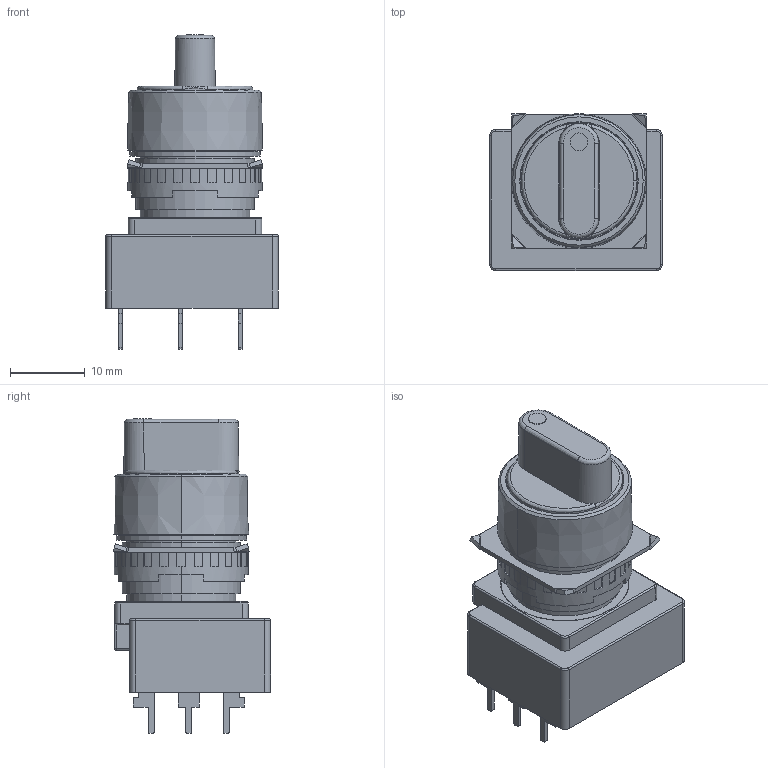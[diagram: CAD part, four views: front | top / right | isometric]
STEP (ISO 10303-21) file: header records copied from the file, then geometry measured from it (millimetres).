
FILE_DESCRIPTION (( 'STEP AP214' ), '1' );
FILE_NAME ('38_LB1S-[2][3]$T[3][7]V.STEP', '2020-09-25T00:17:23', ( 'IDEC' ), ( 'IDEC' ), 'SwSTEP 2.0', 'SolidWorks 2019', '' );
FILE_SCHEMA (( 'AUTOMOTIVE_DESIGN' ));
Length unit declared in the file: millimetre
Products named in the file (5): LB-T3V; LB-S_K-BODY-M; LB-NUT-SET; LB-SELECTOR; 38_LB1S-[2][3]$T[3][7]V
Assembly tree (4 placements, depth 2):
  38_LB1S-[2][3]$T[3][7]V
    LB-S_K-BODY-M
    LB-SELECTOR
    LB-T3V
    LB-NUT-SET
Bounding box: 23 x 20.93 x 42 mm (x, y, z)
Volume: 8902.9 mm3; surface area: 6592.4 mm2
Topology: 4 solids, 4 shells, 470 faces, 1252 edges, 799 vertices
Faces by surface type: plane 276, cylinder 145, bspline 37, cone 12
Entity records: 18103 total; most frequent: CARTESIAN_POINT 4673, ORIENTED_EDGE 2492, DIRECTION 2429, EDGE_CURVE 1246, AXIS2_PLACEMENT_3D 813, LINE 803, VECTOR 803, VERTEX_POINT 799
